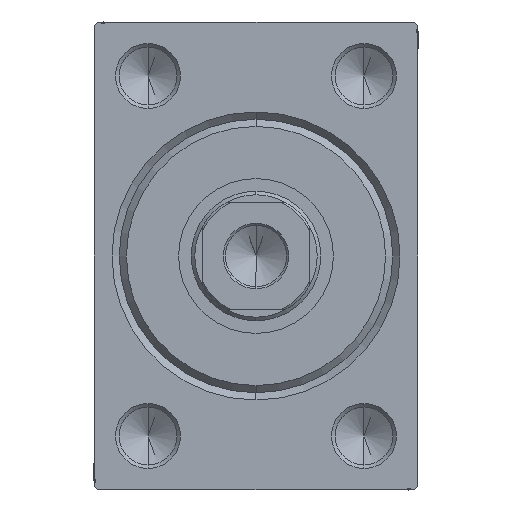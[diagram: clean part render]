
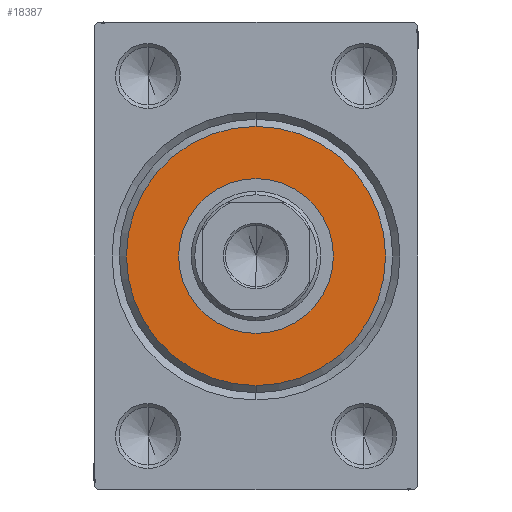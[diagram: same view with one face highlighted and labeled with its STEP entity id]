
A CAD part, left-side view. The second image highlights one B-rep face of the part: STEP entity #18387.
In plain terms, the highlighted face is planar.
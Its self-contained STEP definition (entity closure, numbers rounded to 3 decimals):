
#819 = EDGE_LOOP ( 'NONE', ( #31041, #18821 ) ) ;
#932 = CIRCLE ( 'NONE', #6647, 10.75 ) ;
#957 = DIRECTION ( 'NONE',  ( 1., 0., 0. ) ) ;
#1210 = FACE_BOUND ( 'NONE', #819, .T. ) ;
#1426 = PLANE ( 'NONE',  #25849 ) ;
#4919 = VERTEX_POINT ( 'NONE', #14343 ) ;
#6647 = AXIS2_PLACEMENT_3D ( 'NONE', #20773, #20345, #34374 ) ;
#7124 = AXIS2_PLACEMENT_3D ( 'NONE', #23211, #36824, #9839 ) ;
#9839 = DIRECTION ( 'NONE',  ( 0., 0., -1. ) ) ;
#10732 = CARTESIAN_POINT ( 'NONE',  ( 3., 0., 18. ) ) ;
#11491 = EDGE_CURVE ( 'NONE', #15323, #4919, #24216, .T. ) ;
#12090 = CIRCLE ( 'NONE', #37003, 10.75 ) ;
#14343 = CARTESIAN_POINT ( 'NONE',  ( 3., 0., -18. ) ) ;
#14654 = CARTESIAN_POINT ( 'NONE',  ( 3., 0., 10.75 ) ) ;
#14842 = DIRECTION ( 'NONE',  ( 0., 0., -1. ) ) ;
#15200 = EDGE_CURVE ( 'NONE', #4919, #15323, #35752, .T. ) ;
#15323 = VERTEX_POINT ( 'NONE', #10732 ) ;
#18025 = CARTESIAN_POINT ( 'NONE',  ( 3., 0., -10.75 ) ) ;
#18387 = ADVANCED_FACE ( 'NONE', ( #31757, #1210 ), #1426, .T. ) ;
#18821 = ORIENTED_EDGE ( 'NONE', *, *, #23314, .T. ) ;
#20345 = DIRECTION ( 'NONE',  ( -1., 0., 0. ) ) ;
#20773 = CARTESIAN_POINT ( 'NONE',  ( 3., 0., 0. ) ) ;
#21067 = CARTESIAN_POINT ( 'NONE',  ( 3., 0., 0. ) ) ;
#22383 = ORIENTED_EDGE ( 'NONE', *, *, #11491, .T. ) ;
#23211 = CARTESIAN_POINT ( 'NONE',  ( 3., 0., 0. ) ) ;
#23314 = EDGE_CURVE ( 'NONE', #29481, #40819, #932, .T. ) ;
#24216 = CIRCLE ( 'NONE', #7124, 18. ) ;
#25067 = DIRECTION ( 'NONE',  ( -1., 0., 0. ) ) ;
#25849 = AXIS2_PLACEMENT_3D ( 'NONE', #21067, #27527, #14842 ) ;
#26507 = EDGE_LOOP ( 'NONE', ( #22383, #28318 ) ) ;
#27527 = DIRECTION ( 'NONE',  ( 1., 0., 0. ) ) ;
#28318 = ORIENTED_EDGE ( 'NONE', *, *, #15200, .T. ) ;
#28849 = DIRECTION ( 'NONE',  ( 0., 0., -1. ) ) ;
#29481 = VERTEX_POINT ( 'NONE', #18025 ) ;
#31041 = ORIENTED_EDGE ( 'NONE', *, *, #41726, .T. ) ;
#31757 = FACE_OUTER_BOUND ( 'NONE', #26507, .T. ) ;
#31944 = DIRECTION ( 'NONE',  ( 0., 0., -1. ) ) ;
#34374 = DIRECTION ( 'NONE',  ( 0., 0., -1. ) ) ;
#35082 = CARTESIAN_POINT ( 'NONE',  ( 3., 0., 0. ) ) ;
#35752 = CIRCLE ( 'NONE', #42875, 18. ) ;
#36824 = DIRECTION ( 'NONE',  ( 1., 0., 0. ) ) ;
#37003 = AXIS2_PLACEMENT_3D ( 'NONE', #42012, #25067, #28849 ) ;
#40819 = VERTEX_POINT ( 'NONE', #14654 ) ;
#41726 = EDGE_CURVE ( 'NONE', #40819, #29481, #12090, .T. ) ;
#42012 = CARTESIAN_POINT ( 'NONE',  ( 3., 0., 0. ) ) ;
#42875 = AXIS2_PLACEMENT_3D ( 'NONE', #35082, #957, #31944 ) ;
